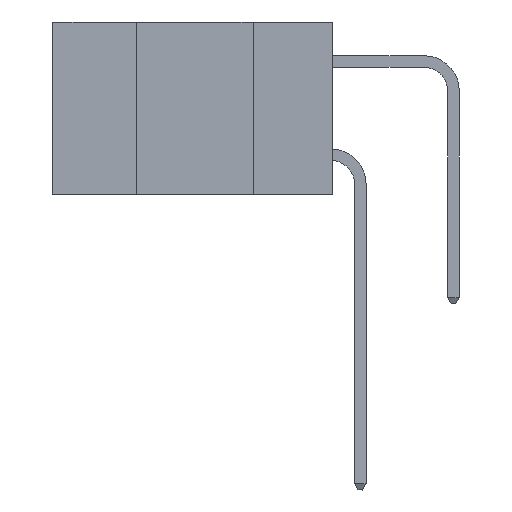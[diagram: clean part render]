
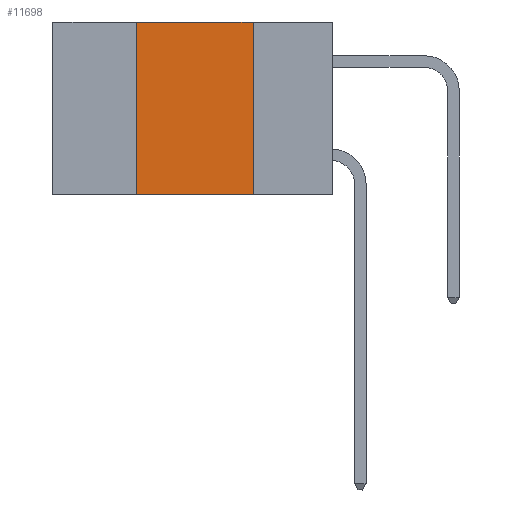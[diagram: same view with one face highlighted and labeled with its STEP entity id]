
A CAD part, left-side view. The second image highlights one B-rep face of the part: STEP entity #11698.
In plain terms, the highlighted planar face has unit normal (-1, 0, 0).
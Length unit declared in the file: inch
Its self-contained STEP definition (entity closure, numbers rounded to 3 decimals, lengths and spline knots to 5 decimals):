
#400 = VECTOR ( 'NONE', #8790, 39.37008 ) ;
#945 = CARTESIAN_POINT ( 'NONE',  ( 0., 0.17, -0.37 ) ) ;
#1628 = DIRECTION ( 'NONE',  ( 0., 0., -1. ) ) ;
#2198 = VECTOR ( 'NONE', #3913, 39.37008 ) ;
#2680 = CARTESIAN_POINT ( 'NONE',  ( 0., 0.17, 0. ) ) ;
#2716 = ORIENTED_EDGE ( 'NONE', *, *, #10423, .T. ) ;
#2812 = CARTESIAN_POINT ( 'NONE',  ( 0., 0.6, -0.37 ) ) ;
#2859 = VERTEX_POINT ( 'NONE', #2680 ) ;
#3913 = DIRECTION ( 'NONE',  ( 0., -1., 0. ) ) ;
#4029 = AXIS2_PLACEMENT_3D ( 'NONE', #10122, #14965, #1628 ) ;
#5053 = EDGE_CURVE ( 'NONE', #14698, #7378, #13731, .T. ) ;
#5114 = CARTESIAN_POINT ( 'NONE',  ( 0., 0.6, 0. ) ) ;
#5564 = ORIENTED_EDGE ( 'NONE', *, *, #9610, .F. ) ;
#5665 = CARTESIAN_POINT ( 'NONE',  ( 0., 0.17, -0.37 ) ) ;
#6054 = VECTOR ( 'NONE', #11301, 39.37008 ) ;
#6443 = FACE_OUTER_BOUND ( 'NONE', #13610, .T. ) ;
#7378 = VERTEX_POINT ( 'NONE', #11619 ) ;
#7922 = VERTEX_POINT ( 'NONE', #5665 ) ;
#8790 = DIRECTION ( 'NONE',  ( 0., 0., 1. ) ) ;
#9610 = EDGE_CURVE ( 'NONE', #7378, #2859, #14998, .T. ) ;
#10122 = CARTESIAN_POINT ( 'NONE',  ( 0., 0.6, 0. ) ) ;
#10147 = CARTESIAN_POINT ( 'NONE',  ( 0., 0.42, -0.37 ) ) ;
#10423 = EDGE_CURVE ( 'NONE', #14698, #7922, #11448, .T. ) ;
#10869 = LINE ( 'NONE', #945, #12435 ) ;
#10941 = DIRECTION ( 'NONE',  ( 0., 0., -1. ) ) ;
#11109 = EDGE_CURVE ( 'NONE', #2859, #7922, #10869, .T. ) ;
#11301 = DIRECTION ( 'NONE',  ( 0., -1., 0. ) ) ;
#11326 = PLANE ( 'NONE',  #4029 ) ;
#11448 = LINE ( 'NONE', #2812, #6054 ) ;
#11619 = CARTESIAN_POINT ( 'NONE',  ( 0., 0.42, 0. ) ) ;
#11698 = ADVANCED_FACE ( 'NONE', ( #6443 ), #11326, .F. ) ;
#12435 = VECTOR ( 'NONE', #10941, 39.37008 ) ;
#12890 = ORIENTED_EDGE ( 'NONE', *, *, #5053, .F. ) ;
#13610 = EDGE_LOOP ( 'NONE', ( #14242, #5564, #12890, #2716 ) ) ;
#13731 = LINE ( 'NONE', #10147, #400 ) ;
#14242 = ORIENTED_EDGE ( 'NONE', *, *, #11109, .F. ) ;
#14301 = CARTESIAN_POINT ( 'NONE',  ( 0., 0.42, -0.37 ) ) ;
#14698 = VERTEX_POINT ( 'NONE', #14301 ) ;
#14965 = DIRECTION ( 'NONE',  ( 1., 0., 0. ) ) ;
#14998 = LINE ( 'NONE', #5114, #2198 ) ;
